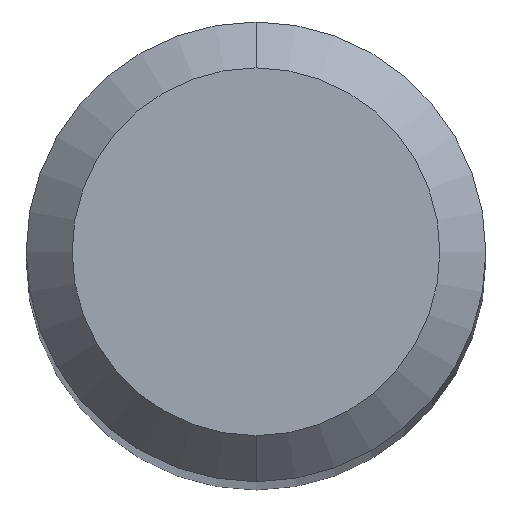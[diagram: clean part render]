
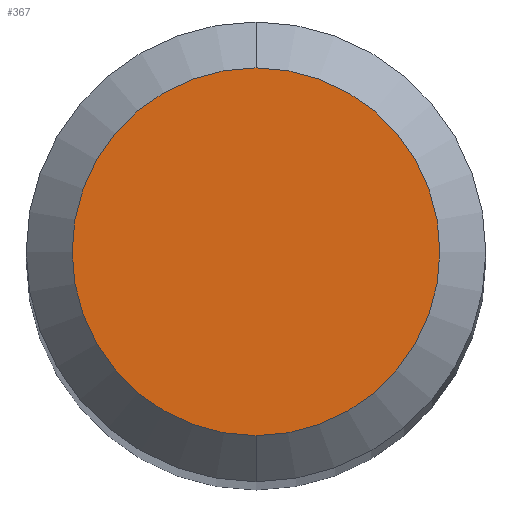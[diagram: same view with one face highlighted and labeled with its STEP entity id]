
A CAD part, top view. The second image highlights one B-rep face of the part: STEP entity #367.
In plain terms, the highlighted planar face has unit normal (0, 0, 1).
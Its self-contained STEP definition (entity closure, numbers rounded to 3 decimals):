
#271=EDGE_CURVE('',#375,#361,#592,.T.);
#333=EDGE_CURVE('',#361,#375,#659,.T.);
#361=VERTEX_POINT('',#689);
#367=ADVANCED_FACE('',(#696),#697,.T.);
#375=VERTEX_POINT('',#705);
#592=CIRCLE('',#1021,1.2);
#659=CIRCLE('',#1191,1.2);
#689=CARTESIAN_POINT('',(0.,-1.2,0.0));
#696=FACE_OUTER_BOUND('',#1278,.T.);
#697=PLANE('',#1279);
#705=CARTESIAN_POINT('',(0.0,1.2,0.0));
#1021=AXIS2_PLACEMENT_3D('',#1593,#1594,#1595);
#1191=AXIS2_PLACEMENT_3D('',#1657,#1658,#1659);
#1278=EDGE_LOOP('',(#1705,#1706));
#1279=AXIS2_PLACEMENT_3D('',#1707,#1708,#1709);
#1593=CARTESIAN_POINT('',(0.0,0.0,0.0));
#1594=DIRECTION('',(0.0,0.0,-1.0));
#1595=DIRECTION('',(0.0,1.0,0.0));
#1657=CARTESIAN_POINT('',(0.0,0.0,0.0));
#1658=DIRECTION('',(0.0,0.0,-1.0));
#1659=DIRECTION('',(0.0,1.0,0.0));
#1705=ORIENTED_EDGE('',*,*,#271,.F.);
#1706=ORIENTED_EDGE('',*,*,#333,.F.);
#1707=CARTESIAN_POINT('',(0.0,0.6,0.0));
#1708=DIRECTION('',(-0.0,0.0,1.0));
#1709=DIRECTION('',(0.0,-1.0,0.0));
